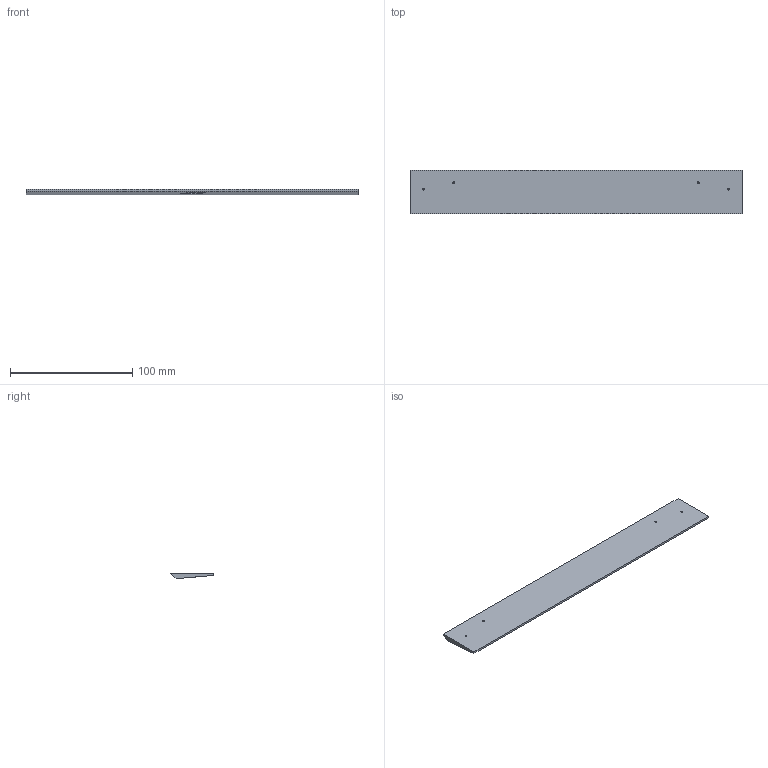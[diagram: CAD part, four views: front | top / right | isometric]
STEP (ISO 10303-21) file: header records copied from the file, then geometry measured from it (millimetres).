
FILE_DESCRIPTION(/* description */ (''),/* implementation_level */ '2;1');
FILE_NAME(/* name */ 'SingularityWEIGHT v1.step',/* time_stamp */ '2021-03-12T14:59:14-08:00',/* author */ (''),/* organization */ (''),/* preprocessor_version */ 'ST-DEVELOPER v18.1',/* originating_system */ 'Autodesk Translation Framework v9.10.0.1330',/* authorisation */ '');
FILE_SCHEMA (('AUTOMOTIVE_DESIGN { 1 0 10303 214 3 1 1 }'));
Length unit declared in the file: millimetre
Products named in the file (1): SingularityWEIGHTnewEngrave
Bounding box: 271.9 x 35.6 x 4.38 mm (x, y, z)
Volume: 28213.9 mm3; surface area: 20608.8 mm2
Topology: 1 solids, 1 shells, 36 faces, 78 edges, 52 vertices
Faces by surface type: cylinder 18, plane 15, bspline 3
Full cylindrical faces by diameter (mm): 1.623 x4
Entity records: 1063 total; most frequent: CARTESIAN_POINT 198, DIRECTION 188, ORIENTED_EDGE 156, EDGE_CURVE 78, AXIS2_PLACEMENT_3D 76, VERTEX_POINT 52, EDGE_LOOP 44, FACE_OUTER_BOUND 36
